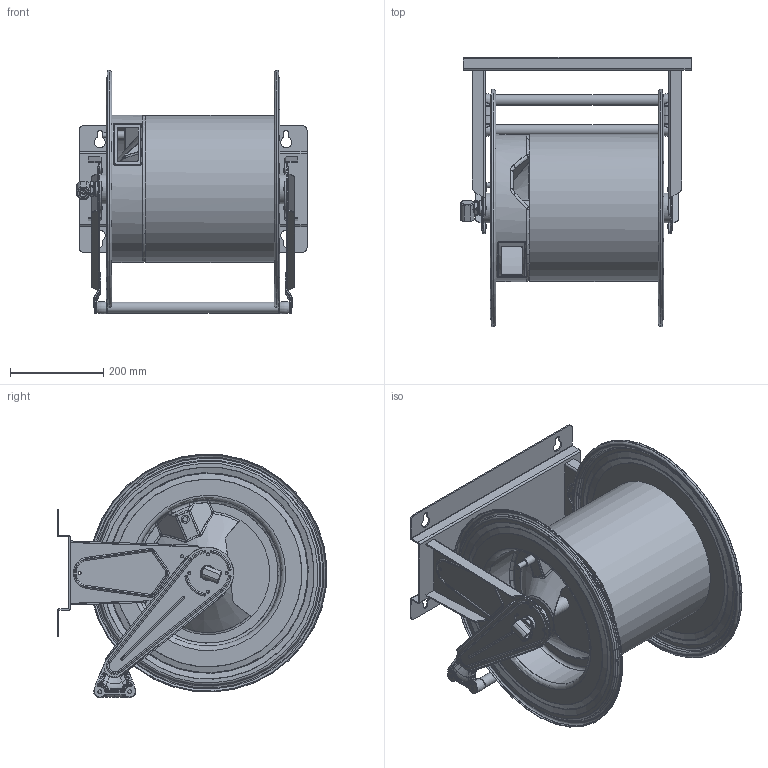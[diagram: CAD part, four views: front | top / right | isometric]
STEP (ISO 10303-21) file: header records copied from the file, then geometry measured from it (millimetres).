
FILE_DESCRIPTION(/* description */ ('Unknown'),/* implementation_level */ '2;1');
FILE_NAME(/* name */ '564-30',/* time_stamp */ '2022-01-26T14:21:09+01:00',/* author */ ('Unknown'),/* organization */ ('Unknown'),/* preprocessor_version */ 'ST-DEVELOPER v16.7',/* originating_system */ 'Solid Edge',/* authorisation */ 'Unknown');
FILE_SCHEMA (('AUTOMOTIVE_DESIGN {1 0 10303 214 3 1 1}'));
Products named in the file (1): 564-30
Bounding box: 492.5 x 577.76 x 522.02 mm (x, y, z)
Volume: 24404376.8 mm3; surface area: 2053901.5 mm2
Topology: 1 solids, 2 shells, 1601 faces, 3906 edges, 2303 vertices
Faces by surface type: cylinder 531, torus 349, plane 317, bspline 316, sphere 45, cone 43
Full cylindrical faces by diameter (mm): 4.999 x4, 5 x4, 6.2 x3, 6.3 x8, 6.499 x4, 6.5 x4, 7.3 x8, 8 x1, 8.2 x5, 8.4 x1, 10.75 x1, 11.2 x4, 12.1 x4, 12.5 x2, 13.2 x2, 15 x1, 15.25 x2, 17 x1, 17.1 x1, 17.22 x2, 20 x4, 20.35 x1, 23 x2, 23.219 x4, 23.52 x1, 24 x1, 26.75 x1, 27.8 x1, 32 x3, 34.4 x1
Entity records: 64705 total; most frequent: CARTESIAN_POINT 19324, ORIENTED_EDGE 7114, DIRECTION 6963, EDGE_CURVE 3557, AXIS2_PLACEMENT_3D 3006, VERTEX_POINT 2198, EDGE_LOOP 1911, FACE_BOUND 1911
